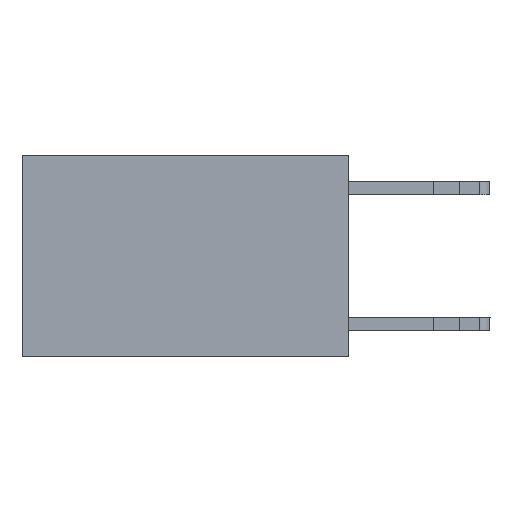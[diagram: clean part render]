
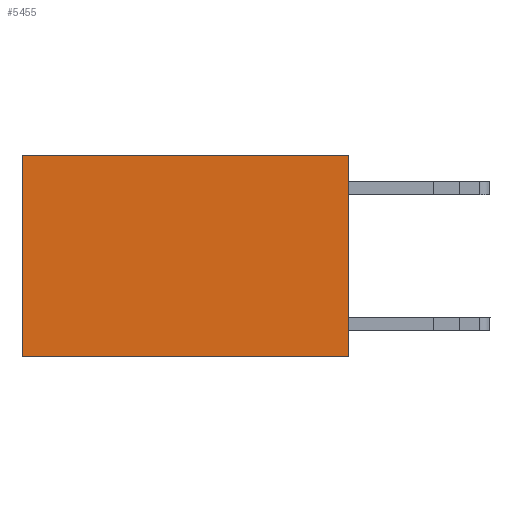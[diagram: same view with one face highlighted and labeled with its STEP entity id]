
A CAD part, left-side view. The second image highlights one B-rep face of the part: STEP entity #5455.
In plain terms, the highlighted planar face has unit normal (-1, 0, 0).
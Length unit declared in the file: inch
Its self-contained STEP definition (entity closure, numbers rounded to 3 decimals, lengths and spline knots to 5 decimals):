
#1035 = FACE_OUTER_BOUND ( 'NONE', #13135, .T. ) ;
#1202 = CARTESIAN_POINT ( 'NONE',  ( 0.2625, 0.6, 0. ) ) ;
#2267 = VECTOR ( 'NONE', #8896, 39.37008 ) ;
#2645 = LINE ( 'NONE', #1202, #17160 ) ;
#2975 = CARTESIAN_POINT ( 'NONE',  ( 0.2625, 0., 0. ) ) ;
#2996 = VERTEX_POINT ( 'NONE', #3677 ) ;
#3677 = CARTESIAN_POINT ( 'NONE',  ( 0.2625, 0.6, -0.37 ) ) ;
#4141 = CARTESIAN_POINT ( 'NONE',  ( 0.2625, 0.6, 0. ) ) ;
#4186 = EDGE_CURVE ( 'NONE', #7008, #18493, #7574, .T. ) ;
#4658 = CARTESIAN_POINT ( 'NONE',  ( 0.2625, 0., -0.37 ) ) ;
#4775 = ORIENTED_EDGE ( 'NONE', *, *, #4186, .F. ) ;
#5312 = PLANE ( 'NONE',  #17959 ) ;
#5455 = ADVANCED_FACE ( 'NONE', ( #1035 ), #5312, .F. ) ;
#5609 = EDGE_CURVE ( 'NONE', #6315, #2996, #2645, .T. ) ;
#5939 = ORIENTED_EDGE ( 'NONE', *, *, #18429, .T. ) ;
#6034 = CARTESIAN_POINT ( 'NONE',  ( 0.2625, 0., 0. ) ) ;
#6237 = LINE ( 'NONE', #2975, #2267 ) ;
#6315 = VERTEX_POINT ( 'NONE', #4141 ) ;
#6776 = DIRECTION ( 'NONE',  ( 0., 0., -1. ) ) ;
#7008 = VERTEX_POINT ( 'NONE', #6034 ) ;
#7560 = DIRECTION ( 'NONE',  ( 0., 1., 0. ) ) ;
#7574 = LINE ( 'NONE', #17990, #18558 ) ;
#8772 = VECTOR ( 'NONE', #7560, 39.37008 ) ;
#8896 = DIRECTION ( 'NONE',  ( 0., 1., 0. ) ) ;
#9399 = DIRECTION ( 'NONE',  ( 0., 0., -1. ) ) ;
#9602 = CARTESIAN_POINT ( 'NONE',  ( 0.2625, 0., 0. ) ) ;
#11384 = DIRECTION ( 'NONE',  ( 0., 0., -1. ) ) ;
#12539 = LINE ( 'NONE', #4658, #8772 ) ;
#13135 = EDGE_LOOP ( 'NONE', ( #17761, #14227, #4775, #5939 ) ) ;
#14227 = ORIENTED_EDGE ( 'NONE', *, *, #17147, .F. ) ;
#15369 = DIRECTION ( 'NONE',  ( 1., 0., 0. ) ) ;
#16088 = CARTESIAN_POINT ( 'NONE',  ( 0.2625, 0., -0.37 ) ) ;
#17147 = EDGE_CURVE ( 'NONE', #18493, #2996, #12539, .T. ) ;
#17160 = VECTOR ( 'NONE', #11384, 39.37008 ) ;
#17761 = ORIENTED_EDGE ( 'NONE', *, *, #5609, .T. ) ;
#17959 = AXIS2_PLACEMENT_3D ( 'NONE', #9602, #15369, #6776 ) ;
#17990 = CARTESIAN_POINT ( 'NONE',  ( 0.2625, 0., 0. ) ) ;
#18429 = EDGE_CURVE ( 'NONE', #7008, #6315, #6237, .T. ) ;
#18493 = VERTEX_POINT ( 'NONE', #16088 ) ;
#18558 = VECTOR ( 'NONE', #9399, 39.37008 ) ;
